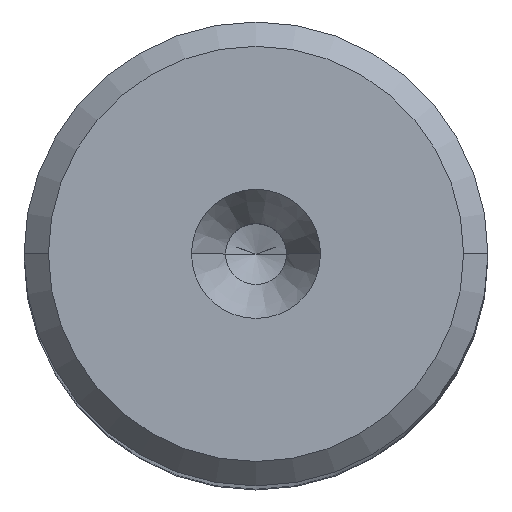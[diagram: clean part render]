
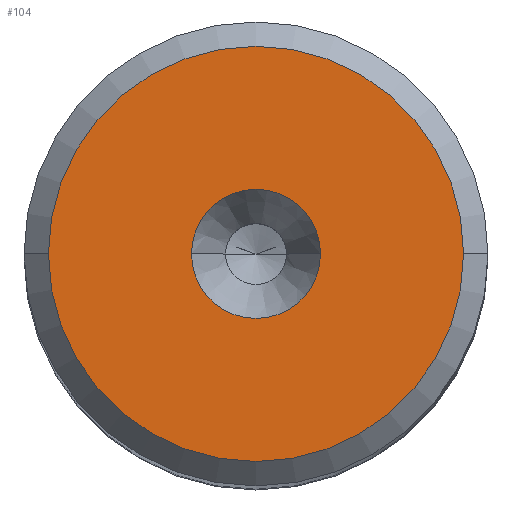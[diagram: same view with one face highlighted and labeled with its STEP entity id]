
A CAD part, top view. The second image highlights one B-rep face of the part: STEP entity #104.
In plain terms, the highlighted planar face has unit normal (0, 0, 1).
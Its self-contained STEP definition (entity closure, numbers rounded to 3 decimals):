
#79=PLANE('',#656);
#82=FACE_BOUND('',#192,.T.);
#83=FACE_BOUND('',#193,.T.);
#104=ADVANCED_FACE('',(#82,#83),#79,.T.);
#192=EDGE_LOOP('',(#243,#244,#245,#246));
#193=EDGE_LOOP('',(#247,#248));
#243=ORIENTED_EDGE('',*,*,#442,.F.);
#244=ORIENTED_EDGE('',*,*,#443,.F.);
#245=ORIENTED_EDGE('',*,*,#444,.F.);
#246=ORIENTED_EDGE('',*,*,#445,.F.);
#247=ORIENTED_EDGE('',*,*,#446,.F.);
#248=ORIENTED_EDGE('',*,*,#447,.F.);
#391=VERTEX_POINT('',#1003);
#392=VERTEX_POINT('',#1004);
#393=VERTEX_POINT('',#1006);
#394=VERTEX_POINT('',#1008);
#395=VERTEX_POINT('',#1011);
#396=VERTEX_POINT('',#1012);
#442=EDGE_CURVE('',#391,#392,#522,.T.);
#443=EDGE_CURVE('',#393,#391,#523,.T.);
#444=EDGE_CURVE('',#394,#393,#524,.T.);
#445=EDGE_CURVE('',#392,#394,#525,.T.);
#446=EDGE_CURVE('',#395,#396,#526,.T.);
#447=EDGE_CURVE('',#396,#395,#527,.T.);
#522=CIRCLE('',#650,8.525);
#523=CIRCLE('',#651,8.525);
#524=CIRCLE('',#652,8.525);
#525=CIRCLE('',#653,8.525);
#526=CIRCLE('',#654,2.65);
#527=CIRCLE('',#655,2.65);
#650=AXIS2_PLACEMENT_3D('',#1002,#783,#784);
#651=AXIS2_PLACEMENT_3D('',#1005,#785,#786);
#652=AXIS2_PLACEMENT_3D('',#1007,#787,#788);
#653=AXIS2_PLACEMENT_3D('',#1009,#789,#790);
#654=AXIS2_PLACEMENT_3D('',#1010,#791,#792);
#655=AXIS2_PLACEMENT_3D('',#1013,#793,#794);
#656=AXIS2_PLACEMENT_3D('',#1014,#795,#796);
#783=DIRECTION('',(0.,0.,-1.));
#784=DIRECTION('',(0.,1.,0.));
#785=DIRECTION('',(0.,0.,-1.));
#786=DIRECTION('',(-1.,0.,0.));
#787=DIRECTION('',(0.,0.,-1.));
#788=DIRECTION('',(0.,-1.,0.));
#789=DIRECTION('',(0.,0.,-1.));
#790=DIRECTION('',(1.,0.,0.));
#791=DIRECTION('',(0.,0.,1.));
#792=DIRECTION('',(-1.,0.,0.));
#793=DIRECTION('',(0.,0.,1.));
#794=DIRECTION('',(1.,0.,0.));
#795=DIRECTION('',(0.,0.,1.));
#796=DIRECTION('',(1.,0.,0.));
#1002=CARTESIAN_POINT('',(0.,0.,0.));
#1003=CARTESIAN_POINT('',(0.,8.525,0.));
#1004=CARTESIAN_POINT('',(8.525,0.,0.));
#1005=CARTESIAN_POINT('',(0.,0.,0.));
#1006=CARTESIAN_POINT('',(-8.525,0.,0.));
#1007=CARTESIAN_POINT('',(0.,0.,0.));
#1008=CARTESIAN_POINT('',(0.,-8.525,0.));
#1009=CARTESIAN_POINT('',(0.,0.,0.));
#1010=CARTESIAN_POINT('',(0.,0.,0.));
#1011=CARTESIAN_POINT('',(-2.65,0.,0.));
#1012=CARTESIAN_POINT('',(2.65,0.,0.));
#1013=CARTESIAN_POINT('',(0.,0.,0.));
#1014=CARTESIAN_POINT('',(0.,0.,0.));
